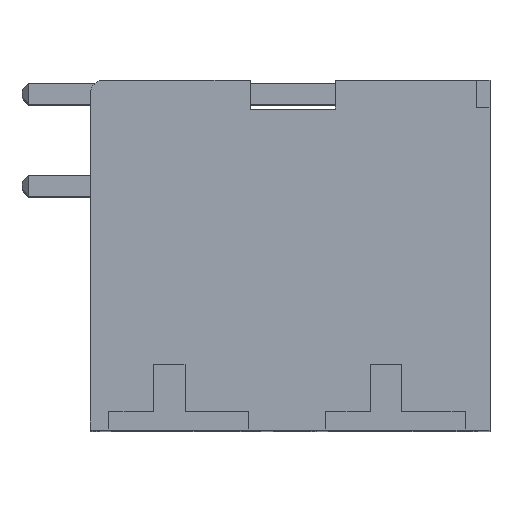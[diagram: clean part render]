
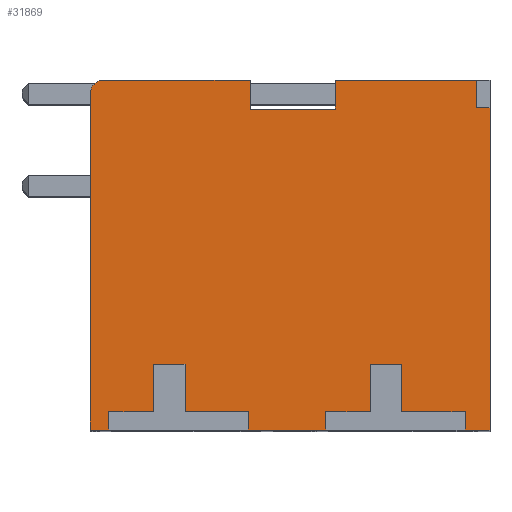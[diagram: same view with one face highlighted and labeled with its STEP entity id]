
A CAD part, top view. The second image highlights one B-rep face of the part: STEP entity #31869.
In plain terms, the highlighted planar face has unit normal (0, 0, 1).
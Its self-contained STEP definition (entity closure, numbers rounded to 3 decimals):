
#8258=DIRECTION('',(-1.,0.,0.));
#8259=VECTOR('',#8258,5.39);
#8260=CARTESIAN_POINT('',(11.703,13.3,33.7));
#8261=LINE('',#8260,#8259);
#8378=DIRECTION('',(0.,-1.,0.));
#8379=VECTOR('',#8378,1.092);
#8380=CARTESIAN_POINT('',(6.313,13.3,33.7));
#8381=LINE('',#8380,#8379);
#8462=DIRECTION('',(0.,1.,0.));
#8463=VECTOR('',#8462,1.092);
#8464=CARTESIAN_POINT('',(3.074,12.208,33.7));
#8465=LINE('',#8464,#8463);
#8758=DIRECTION('',(-1.,0.,0.));
#8759=VECTOR('',#8758,5.716);
#8760=CARTESIAN_POINT('',(3.074,13.3,33.7));
#8761=LINE('',#8760,#8759);
#9002=DIRECTION('',(0.,-1.,0.));
#9003=VECTOR('',#9002,0.02);
#9004=CARTESIAN_POINT('',(-2.641,13.3,33.7));
#9005=LINE('',#9004,#9003);
#10876=DIRECTION('',(-1.,0.,0.));
#10877=VECTOR('',#10876,3.238);
#10878=CARTESIAN_POINT('',(6.313,12.208,33.7));
#10879=LINE('',#10878,#10877);
#10880=DIRECTION('',(0.,1.,0.));
#10881=VECTOR('',#10880,0.7);
#10882=CARTESIAN_POINT('',(11.25,0.,33.7));
#10883=LINE('',#10882,#10881);
#10884=DIRECTION('',(1.,0.,0.));
#10885=VECTOR('',#10884,2.4);
#10886=CARTESIAN_POINT('',(8.85,0.7,33.7));
#10887=LINE('',#10886,#10885);
#10888=DIRECTION('',(0.,-1.,0.));
#10889=VECTOR('',#10888,1.8);
#10890=CARTESIAN_POINT('',(8.85,2.5,33.7));
#10891=LINE('',#10890,#10889);
#10892=DIRECTION('',(1.,0.,0.));
#10893=VECTOR('',#10892,1.2);
#10894=CARTESIAN_POINT('',(7.65,2.5,33.7));
#10895=LINE('',#10894,#10893);
#10896=DIRECTION('',(0.,1.,0.));
#10897=VECTOR('',#10896,1.8);
#10898=CARTESIAN_POINT('',(7.65,0.7,33.7));
#10899=LINE('',#10898,#10897);
#10900=DIRECTION('',(1.,0.,0.));
#10901=VECTOR('',#10900,1.7);
#10902=CARTESIAN_POINT('',(5.95,0.7,33.7));
#10903=LINE('',#10902,#10901);
#10904=DIRECTION('',(0.,1.,0.));
#10905=VECTOR('',#10904,0.7);
#10906=CARTESIAN_POINT('',(5.95,0.,33.7));
#10907=LINE('',#10906,#10905);
#10908=DIRECTION('',(-1.,0.,0.));
#10909=VECTOR('',#10908,2.95);
#10910=CARTESIAN_POINT('',(5.95,0.,33.7));
#10911=LINE('',#10910,#10909);
#10912=DIRECTION('',(0.,1.,0.));
#10913=VECTOR('',#10912,0.7);
#10914=CARTESIAN_POINT('',(3.,0.,33.7));
#10915=LINE('',#10914,#10913);
#10916=DIRECTION('',(1.,0.,0.));
#10917=VECTOR('',#10916,2.4);
#10918=CARTESIAN_POINT('',(0.6,0.7,33.7));
#10919=LINE('',#10918,#10917);
#10920=DIRECTION('',(0.,-1.,0.));
#10921=VECTOR('',#10920,1.8);
#10922=CARTESIAN_POINT('',(0.6,2.5,33.7));
#10923=LINE('',#10922,#10921);
#10924=DIRECTION('',(1.,0.,0.));
#10925=VECTOR('',#10924,1.2);
#10926=CARTESIAN_POINT('',(-0.6,2.5,33.7));
#10927=LINE('',#10926,#10925);
#10928=DIRECTION('',(0.,1.,0.));
#10929=VECTOR('',#10928,1.8);
#10930=CARTESIAN_POINT('',(-0.6,0.7,33.7));
#10931=LINE('',#10930,#10929);
#10932=DIRECTION('',(1.,0.,0.));
#10933=VECTOR('',#10932,1.7);
#10934=CARTESIAN_POINT('',(-2.3,0.7,33.7));
#10935=LINE('',#10934,#10933);
#10936=DIRECTION('',(0.,1.,0.));
#10937=VECTOR('',#10936,0.7);
#10938=CARTESIAN_POINT('',(-2.3,0.,33.7));
#10939=LINE('',#10938,#10937);
#10940=DIRECTION('',(-1.,0.,0.));
#10941=VECTOR('',#10940,0.7);
#10942=CARTESIAN_POINT('',(-2.3,0.,33.7));
#10943=LINE('',#10942,#10941);
#10944=DIRECTION('',(0.,1.,0.));
#10945=VECTOR('',#10944,12.8);
#10946=CARTESIAN_POINT('',(-3.,0.,33.7));
#10947=LINE('',#10946,#10945);
#10948=CARTESIAN_POINT('',(-2.5,12.8,33.7));
#10949=DIRECTION('',(0.,0.,-1.));
#10950=DIRECTION('',(-1.,0.,0.));
#10951=AXIS2_PLACEMENT_3D('',#10948,#10949,#10950);
#10953=DIRECTION('',(0.,-1.,0.));
#10954=VECTOR('',#10953,12.25);
#10955=CARTESIAN_POINT('',(12.2,12.25,33.7));
#10956=LINE('',#10955,#10954);
#10957=DIRECTION('',(-1.,0.,0.));
#10958=VECTOR('',#10957,0.95);
#10959=CARTESIAN_POINT('',(12.2,0.,33.7));
#10960=LINE('',#10959,#10958);
#11120=DIRECTION('',(0.,1.,0.));
#11121=VECTOR('',#11120,1.05);
#11122=CARTESIAN_POINT('',(11.703,12.25,33.7));
#11123=LINE('',#11122,#11121);
#11136=DIRECTION('',(-1.,0.,0.));
#11137=VECTOR('',#11136,0.497);
#11138=CARTESIAN_POINT('',(12.2,12.25,33.7));
#11139=LINE('',#11138,#11137);
#11968=CARTESIAN_POINT('',(-3.,0.,33.7));
#11969=VERTEX_POINT('',#11968);
#12050=CARTESIAN_POINT('',(12.2,12.25,33.7));
#12051=CARTESIAN_POINT('',(12.2,0.,33.7));
#12052=VERTEX_POINT('',#12050);
#12053=VERTEX_POINT('',#12051);
#12060=CARTESIAN_POINT('',(11.703,13.3,33.7));
#12061=VERTEX_POINT('',#12060);
#12062=CARTESIAN_POINT('',(6.313,13.3,33.7));
#12063=VERTEX_POINT('',#12062);
#12064=CARTESIAN_POINT('',(6.313,12.208,33.7));
#12065=VERTEX_POINT('',#12064);
#12074=CARTESIAN_POINT('',(3.074,12.208,33.7));
#12075=CARTESIAN_POINT('',(3.074,13.3,33.7));
#12076=VERTEX_POINT('',#12074);
#12077=VERTEX_POINT('',#12075);
#12086=CARTESIAN_POINT('',(-2.641,13.3,33.7));
#12087=VERTEX_POINT('',#12086);
#12088=CARTESIAN_POINT('',(-2.641,13.28,33.7));
#12089=VERTEX_POINT('',#12088);
#12118=CARTESIAN_POINT('',(-3.,12.8,33.7));
#12119=VERTEX_POINT('',#12118);
#12120=CARTESIAN_POINT('',(11.703,12.25,33.7));
#12121=VERTEX_POINT('',#12120);
#12364=CARTESIAN_POINT('',(11.25,0.7,33.7));
#12365=VERTEX_POINT('',#12364);
#12366=CARTESIAN_POINT('',(11.25,0.,33.7));
#12367=VERTEX_POINT('',#12366);
#12368=CARTESIAN_POINT('',(5.95,0.,33.7));
#12369=VERTEX_POINT('',#12368);
#12370=CARTESIAN_POINT('',(5.95,0.7,33.7));
#12371=VERTEX_POINT('',#12370);
#12372=CARTESIAN_POINT('',(7.65,0.7,33.7));
#12373=VERTEX_POINT('',#12372);
#12374=CARTESIAN_POINT('',(7.65,2.5,33.7));
#12375=VERTEX_POINT('',#12374);
#12376=CARTESIAN_POINT('',(8.85,2.5,33.7));
#12377=VERTEX_POINT('',#12376);
#12378=CARTESIAN_POINT('',(8.85,0.7,33.7));
#12379=VERTEX_POINT('',#12378);
#12380=CARTESIAN_POINT('',(3.,0.,33.7));
#12381=VERTEX_POINT('',#12380);
#12382=CARTESIAN_POINT('',(-2.3,0.,33.7));
#12383=VERTEX_POINT('',#12382);
#12384=CARTESIAN_POINT('',(-2.3,0.7,33.7));
#12385=VERTEX_POINT('',#12384);
#12386=CARTESIAN_POINT('',(-0.6,0.7,33.7));
#12387=VERTEX_POINT('',#12386);
#12388=CARTESIAN_POINT('',(-0.6,2.5,33.7));
#12389=VERTEX_POINT('',#12388);
#12390=CARTESIAN_POINT('',(0.6,2.5,33.7));
#12391=VERTEX_POINT('',#12390);
#12392=CARTESIAN_POINT('',(0.6,0.7,33.7));
#12393=VERTEX_POINT('',#12392);
#12394=CARTESIAN_POINT('',(3.,0.7,33.7));
#12395=VERTEX_POINT('',#12394);
#31816=CARTESIAN_POINT('',(0.,0.,33.7));
#31817=DIRECTION('',(0.,0.,1.));
#31818=DIRECTION('',(1.,0.,0.));
#31819=AXIS2_PLACEMENT_3D('',#31816,#31817,#31818);
#31820=PLANE('',#31819);
#31822=ORIENTED_EDGE('',*,*,#31821,.T.);
#31824=ORIENTED_EDGE('',*,*,#31823,.F.);
#31826=ORIENTED_EDGE('',*,*,#31825,.F.);
#31828=ORIENTED_EDGE('',*,*,#31827,.F.);
#31830=ORIENTED_EDGE('',*,*,#31829,.F.);
#31832=ORIENTED_EDGE('',*,*,#31831,.F.);
#31834=ORIENTED_EDGE('',*,*,#31833,.F.);
#31835=ORIENTED_EDGE('',*,*,#15831,.T.);
#31837=ORIENTED_EDGE('',*,*,#31836,.T.);
#31839=ORIENTED_EDGE('',*,*,#31838,.F.);
#31841=ORIENTED_EDGE('',*,*,#31840,.F.);
#31843=ORIENTED_EDGE('',*,*,#31842,.F.);
#31845=ORIENTED_EDGE('',*,*,#31844,.F.);
#31847=ORIENTED_EDGE('',*,*,#31846,.F.);
#31849=ORIENTED_EDGE('',*,*,#31848,.F.);
#31850=ORIENTED_EDGE('',*,*,#15823,.T.);
#31852=ORIENTED_EDGE('',*,*,#31851,.T.);
#31854=ORIENTED_EDGE('',*,*,#31853,.T.);
#31855=ORIENTED_EDGE('',*,*,#28481,.F.);
#31856=ORIENTED_EDGE('',*,*,#28451,.F.);
#31857=ORIENTED_EDGE('',*,*,#27872,.F.);
#31858=ORIENTED_EDGE('',*,*,#31811,.F.);
#31859=ORIENTED_EDGE('',*,*,#27700,.F.);
#31860=ORIENTED_EDGE('',*,*,#27685,.F.);
#31862=ORIENTED_EDGE('',*,*,#31861,.F.);
#31864=ORIENTED_EDGE('',*,*,#31863,.F.);
#31865=ORIENTED_EDGE('',*,*,#27538,.T.);
#31866=ORIENTED_EDGE('',*,*,#15839,.T.);
#31867=EDGE_LOOP('',(#31822,#31824,#31826,#31828,#31830,#31832,#31834,#31835,
#31837,#31839,#31841,#31843,#31845,#31847,#31849,#31850,#31852,#31854,#31855,
#31856,#31857,#31858,#31859,#31860,#31862,#31864,#31865,#31866));
#31868=FACE_OUTER_BOUND('',#31867,.F.);
#10952=CIRCLE('',#10951,0.5);
#15823=EDGE_CURVE('',#12383,#11969,#10943,.T.);
#15831=EDGE_CURVE('',#12369,#12381,#10911,.T.);
#15839=EDGE_CURVE('',#12053,#12367,#10960,.T.);
#27538=EDGE_CURVE('',#12052,#12053,#10956,.T.);
#27685=EDGE_CURVE('',#12061,#12063,#8261,.T.);
#27700=EDGE_CURVE('',#12063,#12065,#8381,.T.);
#27872=EDGE_CURVE('',#12076,#12077,#8465,.T.);
#28451=EDGE_CURVE('',#12077,#12087,#8761,.T.);
#28481=EDGE_CURVE('',#12087,#12089,#9005,.T.);
#31811=EDGE_CURVE('',#12065,#12076,#10879,.T.);
#31821=EDGE_CURVE('',#12367,#12365,#10883,.T.);
#31823=EDGE_CURVE('',#12379,#12365,#10887,.T.);
#31825=EDGE_CURVE('',#12377,#12379,#10891,.T.);
#31827=EDGE_CURVE('',#12375,#12377,#10895,.T.);
#31829=EDGE_CURVE('',#12373,#12375,#10899,.T.);
#31831=EDGE_CURVE('',#12371,#12373,#10903,.T.);
#31833=EDGE_CURVE('',#12369,#12371,#10907,.T.);
#31836=EDGE_CURVE('',#12381,#12395,#10915,.T.);
#31838=EDGE_CURVE('',#12393,#12395,#10919,.T.);
#31840=EDGE_CURVE('',#12391,#12393,#10923,.T.);
#31842=EDGE_CURVE('',#12389,#12391,#10927,.T.);
#31844=EDGE_CURVE('',#12387,#12389,#10931,.T.);
#31846=EDGE_CURVE('',#12385,#12387,#10935,.T.);
#31848=EDGE_CURVE('',#12383,#12385,#10939,.T.);
#31851=EDGE_CURVE('',#11969,#12119,#10947,.T.);
#31853=EDGE_CURVE('',#12119,#12089,#10952,.T.);
#31861=EDGE_CURVE('',#12121,#12061,#11123,.T.);
#31863=EDGE_CURVE('',#12052,#12121,#11139,.T.);
#31869=ADVANCED_FACE('',(#31868),#31820,.T.);
